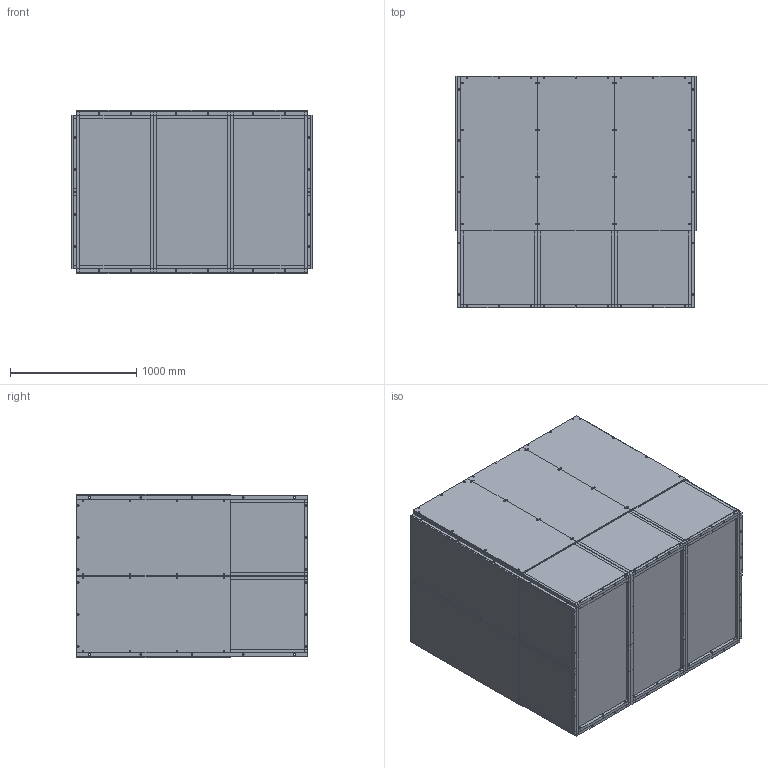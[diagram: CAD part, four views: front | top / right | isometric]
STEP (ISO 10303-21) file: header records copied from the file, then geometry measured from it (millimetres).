
FILE_DESCRIPTION(/* description */ (''),/* implementation_level */ '2;1');
FILE_NAME(/* name */ '4x6 arena.step',/* time_stamp */ '2023-05-09T13:11:12-04:00',/* author */ (''),/* organization */ (''),/* preprocessor_version */ 'ST-DEVELOPER v19.2',/* originating_system */ 'Autodesk Translation Framework v12.4.0.73',/* authorisation */ '');
FILE_SCHEMA (('AUTOMOTIVE_DESIGN { 1 0 10303 214 3 1 1 }'));
Length unit declared in the file: inch
Products named in the file (3): new field assemble; floor; Wall panel
Assembly tree (13 placements, depth 2):
  new field assemble
    floor  x3
    Wall panel  x10
Bounding box: 1905 x 1828.8 x 1295.4 mm (x, y, z)
Volume: 149135057.2 mm3; surface area: 33311027.7 mm2
Topology: 75 solids, 75 shells, 894 faces, 2232 edges, 1488 vertices
Faces by surface type: plane 450, cylinder 444
Full cylindrical faces by diameter (mm): 13.096 x444
Entity records: 4079 total; most frequent: DIRECTION 695, CARTESIAN_POINT 644, ORIENTED_EDGE 606, EDGE_CURVE 303, AXIS2_PLACEMENT_3D 253, EDGE_LOOP 237, VERTEX_POINT 202, LINE 189
